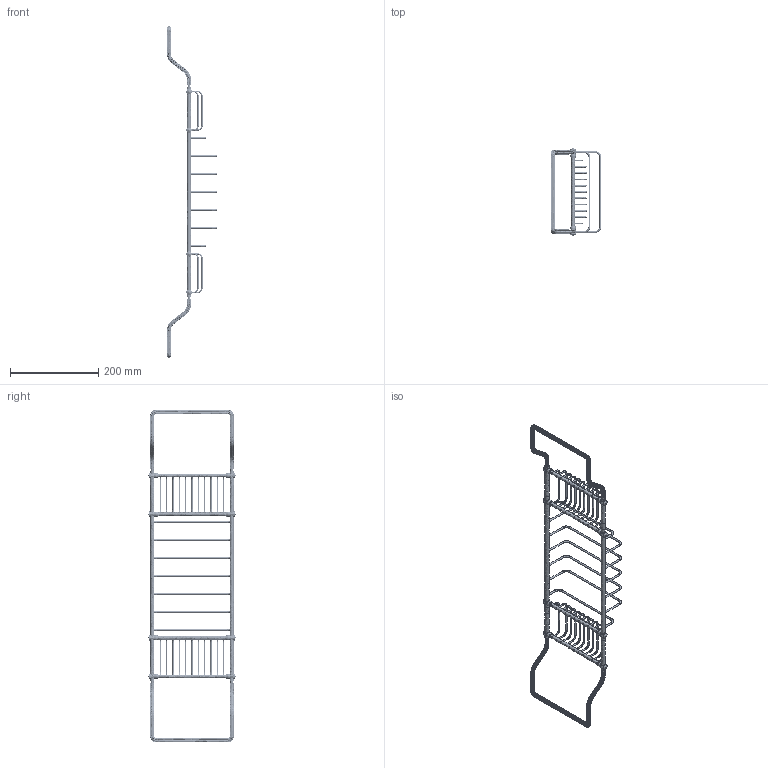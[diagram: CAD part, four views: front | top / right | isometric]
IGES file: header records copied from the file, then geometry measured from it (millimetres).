
Global section: file name: N328; native system: Autodesk Inventor 2018; preprocessor: unknown; author: aduggalther; date: 20171027.092205; units: millimetre
Bounding box: 114.23 x 197.8 x 751.97 mm (x, y, z)
Volume: 206798.5 mm3; surface area: 203525.7 mm2
Topology: 63 solids, 63 shells, 2321 faces, 5261 edges, 3060 vertices
Faces by surface type: bspline 2321
